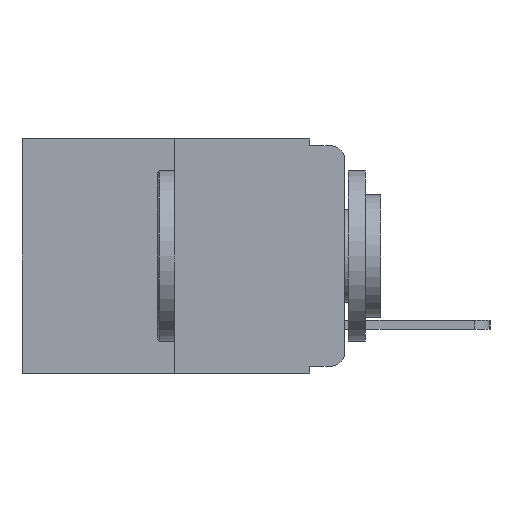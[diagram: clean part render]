
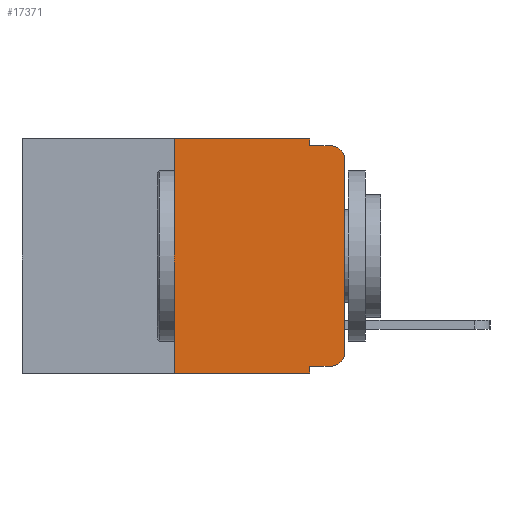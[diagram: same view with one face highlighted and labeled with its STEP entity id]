
A CAD part, left-side view. The second image highlights one B-rep face of the part: STEP entity #17371.
In plain terms, the highlighted planar face has unit normal (-1, 0, 0).
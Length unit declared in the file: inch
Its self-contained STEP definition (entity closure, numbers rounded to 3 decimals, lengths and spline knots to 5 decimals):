
#125 = LINE ( 'NONE', #14390, #20945 ) ;
#182 = CIRCLE ( 'NONE', #15867, 0.02 ) ;
#326 = VERTEX_POINT ( 'NONE', #12847 ) ;
#360 = VECTOR ( 'NONE', #9304, 39.37008 ) ;
#543 = ORIENTED_EDGE ( 'NONE', *, *, #5056, .T. ) ;
#807 = CARTESIAN_POINT ( 'NONE',  ( 0., 0.02, -0.03 ) ) ;
#1731 = LINE ( 'NONE', #18198, #15304 ) ;
#1990 = ORIENTED_EDGE ( 'NONE', *, *, #19869, .F. ) ;
#2234 = EDGE_LOOP ( 'NONE', ( #21529, #543, #1990, #17059, #3803, #4896, #15244, #2797, #9712, #7723 ) ) ;
#2448 = AXIS2_PLACEMENT_3D ( 'NONE', #20501, #4511, #11621 ) ;
#2797 = ORIENTED_EDGE ( 'NONE', *, *, #21116, .F. ) ;
#2973 = CARTESIAN_POINT ( 'NONE',  ( 0., 0., -0.03 ) ) ;
#3652 = DIRECTION ( 'NONE',  ( 0., -1., 0. ) ) ;
#3803 = ORIENTED_EDGE ( 'NONE', *, *, #21588, .F. ) ;
#3899 = VERTEX_POINT ( 'NONE', #12004 ) ;
#4216 = VERTEX_POINT ( 'NONE', #2973 ) ;
#4511 = DIRECTION ( 'NONE',  ( 1., 0., 0. ) ) ;
#4896 = ORIENTED_EDGE ( 'NONE', *, *, #21144, .F. ) ;
#5056 = EDGE_CURVE ( 'NONE', #4216, #10817, #16695, .T. ) ;
#5220 = VECTOR ( 'NONE', #3652, 39.37008 ) ;
#5261 = CARTESIAN_POINT ( 'NONE',  ( 0., 0., -0.313 ) ) ;
#5301 = CARTESIAN_POINT ( 'NONE',  ( 0., 0.473, -0.343 ) ) ;
#5515 = DIRECTION ( 'NONE',  ( 0., 0., 1. ) ) ;
#6005 = CARTESIAN_POINT ( 'NONE',  ( 0., 0.473, 0. ) ) ;
#6207 = AXIS2_PLACEMENT_3D ( 'NONE', #807, #7939, #22660 ) ;
#6734 = CARTESIAN_POINT ( 'NONE',  ( 0., 0.051, 0. ) ) ;
#7375 = LINE ( 'NONE', #5301, #5220 ) ;
#7723 = ORIENTED_EDGE ( 'NONE', *, *, #17043, .T. ) ;
#7740 = VERTEX_POINT ( 'NONE', #13965 ) ;
#7876 = DIRECTION ( 'NONE',  ( 0., -1., 0. ) ) ;
#7903 = VECTOR ( 'NONE', #16740, 39.37008 ) ;
#7939 = DIRECTION ( 'NONE',  ( -1., 0., 0. ) ) ;
#8303 = EDGE_CURVE ( 'NONE', #23096, #3899, #7375, .T. ) ;
#9024 = VERTEX_POINT ( 'NONE', #6734 ) ;
#9131 = LINE ( 'NONE', #19638, #13470 ) ;
#9199 = CARTESIAN_POINT ( 'NONE',  ( 0., 0., 0. ) ) ;
#9265 = EDGE_CURVE ( 'NONE', #326, #20043, #10715, .T. ) ;
#9304 = DIRECTION ( 'NONE',  ( 0., 0., 1. ) ) ;
#9597 = CARTESIAN_POINT ( 'NONE',  ( 0., 0.25, 0. ) ) ;
#9712 = ORIENTED_EDGE ( 'NONE', *, *, #9265, .T. ) ;
#10202 = EDGE_CURVE ( 'NONE', #22046, #4216, #19830, .T. ) ;
#10715 = LINE ( 'NONE', #21567, #14527 ) ;
#10817 = VERTEX_POINT ( 'NONE', #11712 ) ;
#11350 = CARTESIAN_POINT ( 'NONE',  ( 0., 0.051, 0. ) ) ;
#11621 = DIRECTION ( 'NONE',  ( 0., 0., -1. ) ) ;
#11712 = CARTESIAN_POINT ( 'NONE',  ( 0., 0.02, -0.01 ) ) ;
#12004 = CARTESIAN_POINT ( 'NONE',  ( 0., 0.051, -0.343 ) ) ;
#12484 = DIRECTION ( 'NONE',  ( -1., 0., 0. ) ) ;
#12566 = EDGE_CURVE ( 'NONE', #9024, #7740, #15087, .T. ) ;
#12847 = CARTESIAN_POINT ( 'NONE',  ( 0., 0.051, -0.333 ) ) ;
#13376 = PLANE ( 'NONE',  #2448 ) ;
#13470 = VECTOR ( 'NONE', #17776, 39.37008 ) ;
#13847 = CARTESIAN_POINT ( 'NONE',  ( 0., 0.02, -0.333 ) ) ;
#13965 = CARTESIAN_POINT ( 'NONE',  ( 0., 0.051, -0.01 ) ) ;
#14265 = VECTOR ( 'NONE', #7876, 39.37008 ) ;
#14390 = CARTESIAN_POINT ( 'NONE',  ( 0., 0.25, 0. ) ) ;
#14527 = VECTOR ( 'NONE', #17741, 39.37008 ) ;
#15087 = LINE ( 'NONE', #11350, #7903 ) ;
#15244 = ORIENTED_EDGE ( 'NONE', *, *, #8303, .T. ) ;
#15304 = VECTOR ( 'NONE', #21570, 39.37008 ) ;
#15867 = AXIS2_PLACEMENT_3D ( 'NONE', #19721, #12484, #19606 ) ;
#16695 = CIRCLE ( 'NONE', #6207, 0.02 ) ;
#16740 = DIRECTION ( 'NONE',  ( 0., 0., -1. ) ) ;
#17043 = EDGE_CURVE ( 'NONE', #20043, #22046, #182, .T. ) ;
#17059 = ORIENTED_EDGE ( 'NONE', *, *, #12566, .F. ) ;
#17366 = FACE_OUTER_BOUND ( 'NONE', #2234, .T. ) ;
#17371 = ADVANCED_FACE ( 'NONE', ( #17366 ), #13376, .F. ) ;
#17741 = DIRECTION ( 'NONE',  ( 0., -1., 0. ) ) ;
#17776 = DIRECTION ( 'NONE',  ( 0., 0., -1. ) ) ;
#18198 = CARTESIAN_POINT ( 'NONE',  ( 0., 0.051, -0.01 ) ) ;
#19554 = VERTEX_POINT ( 'NONE', #9597 ) ;
#19606 = DIRECTION ( 'NONE',  ( 0., 0., -1. ) ) ;
#19638 = CARTESIAN_POINT ( 'NONE',  ( 0., 0.051, 0. ) ) ;
#19721 = CARTESIAN_POINT ( 'NONE',  ( 0., 0.02, -0.313 ) ) ;
#19830 = LINE ( 'NONE', #9199, #360 ) ;
#19869 = EDGE_CURVE ( 'NONE', #7740, #10817, #1731, .T. ) ;
#20043 = VERTEX_POINT ( 'NONE', #13847 ) ;
#20501 = CARTESIAN_POINT ( 'NONE',  ( 0., 0.473, 0. ) ) ;
#20945 = VECTOR ( 'NONE', #5515, 39.37008 ) ;
#21116 = EDGE_CURVE ( 'NONE', #326, #3899, #9131, .T. ) ;
#21144 = EDGE_CURVE ( 'NONE', #23096, #19554, #125, .T. ) ;
#21529 = ORIENTED_EDGE ( 'NONE', *, *, #10202, .T. ) ;
#21567 = CARTESIAN_POINT ( 'NONE',  ( 0., 0.051, -0.333 ) ) ;
#21570 = DIRECTION ( 'NONE',  ( 0., -1., 0. ) ) ;
#21588 = EDGE_CURVE ( 'NONE', #19554, #9024, #23015, .T. ) ;
#22046 = VERTEX_POINT ( 'NONE', #5261 ) ;
#22188 = CARTESIAN_POINT ( 'NONE',  ( 0., 0.25, -0.343 ) ) ;
#22660 = DIRECTION ( 'NONE',  ( 0., 0., -1. ) ) ;
#23015 = LINE ( 'NONE', #6005, #14265 ) ;
#23096 = VERTEX_POINT ( 'NONE', #22188 ) ;
